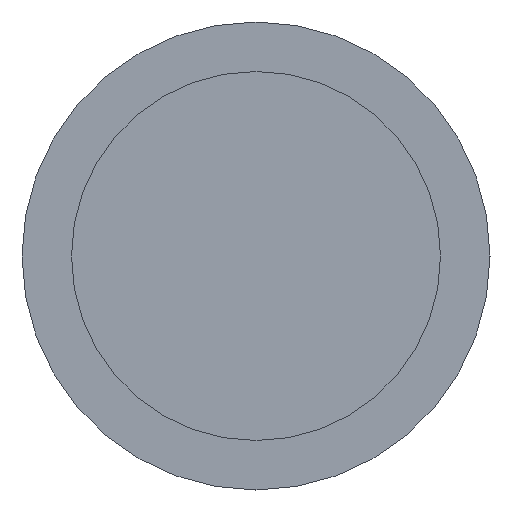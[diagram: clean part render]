
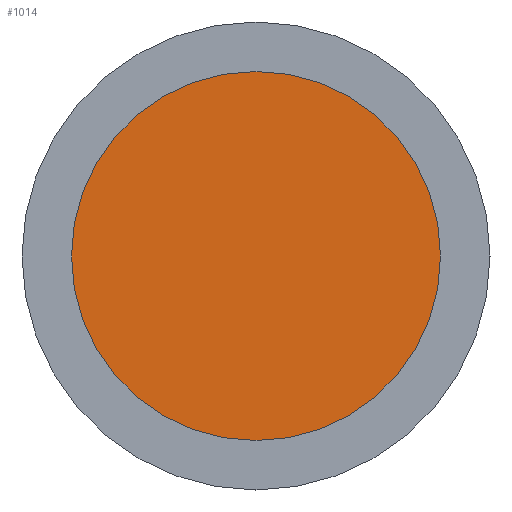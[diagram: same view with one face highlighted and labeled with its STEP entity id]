
A CAD part, left-side view. The second image highlights one B-rep face of the part: STEP entity #1014.
In plain terms, the highlighted planar face has unit normal (-1, 0, 0).
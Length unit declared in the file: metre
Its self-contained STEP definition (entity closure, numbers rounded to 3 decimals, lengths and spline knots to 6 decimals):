
#77 = PLANE ( 'NONE',  #694 ) ;
#131 = CARTESIAN_POINT ( 'NONE',  ( -0.0484, 0.01025, 0. ) ) ;
#165 = VERTEX_POINT ( 'NONE', #902 ) ;
#178 = DIRECTION ( 'NONE',  ( 0., 1., 0. ) ) ;
#280 = AXIS2_PLACEMENT_3D ( 'NONE', #901, #399, #988 ) ;
#312 = EDGE_CURVE ( 'NONE', #165, #378, #917, .T. ) ;
#371 = ORIENTED_EDGE ( 'NONE', *, *, #312, .T. ) ;
#378 = VERTEX_POINT ( 'NONE', #131 ) ;
#394 = DIRECTION ( 'NONE',  ( -1., 0., 0. ) ) ;
#399 = DIRECTION ( 'NONE',  ( -1., 0., 0. ) ) ;
#409 = AXIS2_PLACEMENT_3D ( 'NONE', #895, #394, #980 ) ;
#417 = FACE_OUTER_BOUND ( 'NONE', #1091, .T. ) ;
#466 = ORIENTED_EDGE ( 'NONE', *, *, #769, .T. ) ;
#534 = DIRECTION ( 'NONE',  ( 1., 0., 0. ) ) ;
#694 = AXIS2_PLACEMENT_3D ( 'NONE', #840, #534, #178 ) ;
#769 = EDGE_CURVE ( 'NONE', #378, #165, #1028, .T. ) ;
#840 = CARTESIAN_POINT ( 'NONE',  ( -0.0484, 0., 0. ) ) ;
#895 = CARTESIAN_POINT ( 'NONE',  ( -0.0484, 0., 0. ) ) ;
#901 = CARTESIAN_POINT ( 'NONE',  ( -0.0484, 0., 0. ) ) ;
#902 = CARTESIAN_POINT ( 'NONE',  ( -0.0484, -0.01025, 0. ) ) ;
#917 = CIRCLE ( 'NONE', #409, 0.01025 ) ;
#980 = DIRECTION ( 'NONE',  ( 0., -1., 0. ) ) ;
#988 = DIRECTION ( 'NONE',  ( 0., -1., 0. ) ) ;
#1014 = ADVANCED_FACE ( 'NONE', ( #417 ), #77, .F. ) ;
#1028 = CIRCLE ( 'NONE', #280, 0.01025 ) ;
#1091 = EDGE_LOOP ( 'NONE', ( #371, #466 ) ) ;
